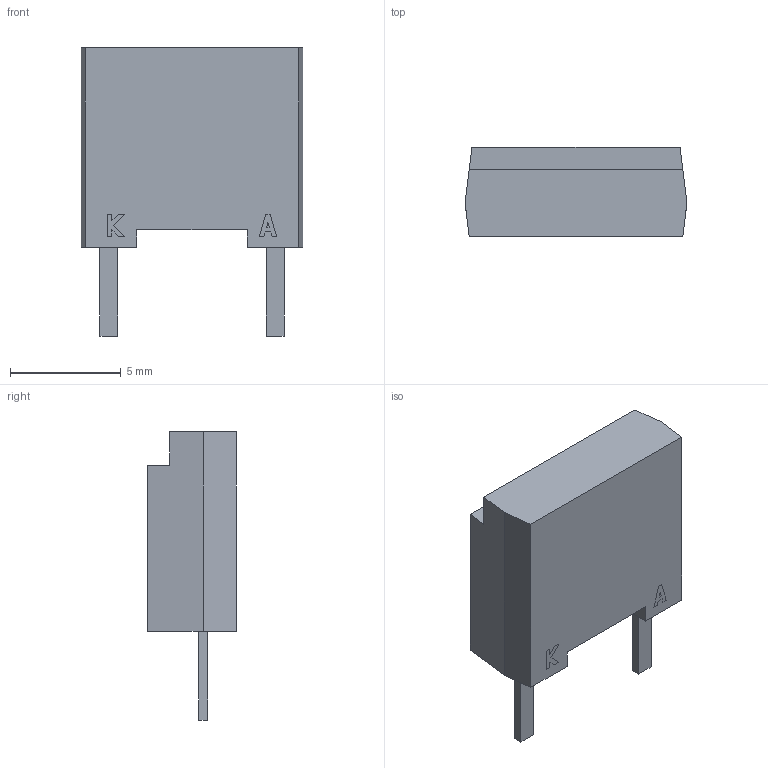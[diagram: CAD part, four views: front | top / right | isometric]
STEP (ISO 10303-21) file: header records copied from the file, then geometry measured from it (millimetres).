
FILE_DESCRIPTION((''),'2;1');
FILE_NAME('IXYS_IXBOD 1-06..10.stp','2010-04-21T16:25:03',(''),(''),'Mechanical Desktop 2010','Mechanical Desktop 2010',', , ');
FILE_SCHEMA(('AUTOMOTIVE_DESIGN { 1 2 10303 214 1 1 1 1 }'));
Length unit declared in the file: millimetre
Products named in the file (1): Product
Bounding box: 10 x 4 x 13 mm (x, y, z)
Volume: 322.9 mm3; surface area: 341.3 mm2
Topology: 6 solids, 6 shells, 78 faces, 192 edges, 128 vertices
Faces by surface type: plane 78
Entity records: 2314 total; most frequent: CARTESIAN_POINT 399, ORIENTED_EDGE 384, DIRECTION 350, VECTOR 192, LINE 192, EDGE_CURVE 192, VERTEX_POINT 128, EDGE_LOOP 82
